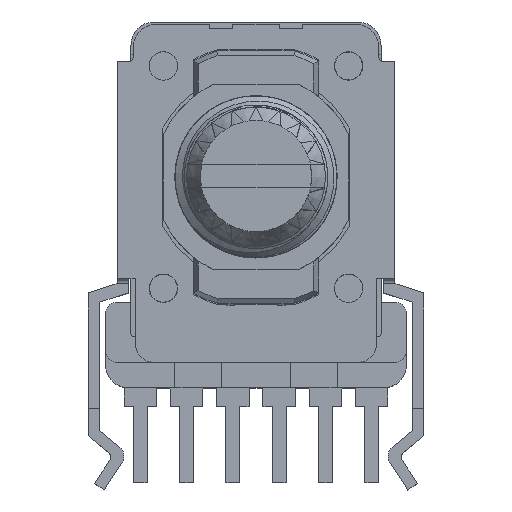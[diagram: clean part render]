
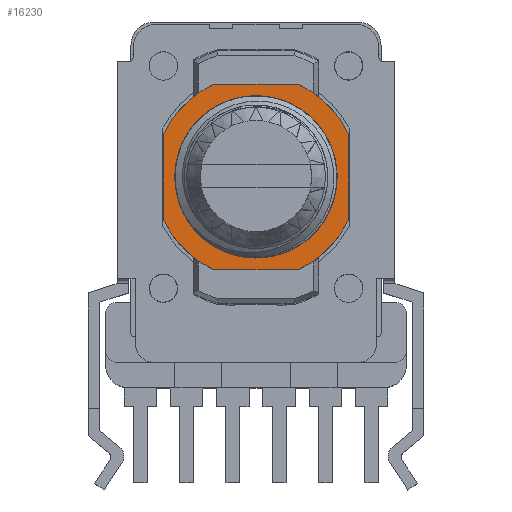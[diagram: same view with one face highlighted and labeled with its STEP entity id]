
A CAD part, top view. The second image highlights one B-rep face of the part: STEP entity #16230.
In plain terms, the highlighted planar face has unit normal (0, 0, 1).
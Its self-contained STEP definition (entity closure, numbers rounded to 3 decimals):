
#13280=CARTESIAN_POINT('',(0.,3.5,3.9));
#13281=VERTEX_POINT('',#13280);
#13494=CARTESIAN_POINT('',(0.,0.,3.9));
#13495=DIRECTION('',(0.0,0.0,1.0));
#13496=DIRECTION('',(1.0,0.0,0.0));
#13497=AXIS2_PLACEMENT_3D('',#13494,#13495,#13496);
#13498=CIRCLE('',#13497,3.5);
#13499=EDGE_CURVE('',#13281,#13281,#13498,.T.);
#16024=CARTESIAN_POINT('',(-4.,-1.833,3.9));
#16025=VERTEX_POINT('',#16024);
#16032=CARTESIAN_POINT('',(-4.,1.833,3.9));
#16033=VERTEX_POINT('',#16032);
#16034=CARTESIAN_POINT('',(-4.,1.833,3.9));
#16035=DIRECTION('',(0.0,-1.0,0.0));
#16036=VECTOR('',#16035,3.666);
#16037=LINE('',#16034,#16036);
#16038=EDGE_CURVE('',#16033,#16025,#16037,.T.);
#16055=CARTESIAN_POINT('',(1.833,-4.,3.9));
#16056=VERTEX_POINT('',#16055);
#16063=CARTESIAN_POINT('',(-1.833,-4.,3.9));
#16064=VERTEX_POINT('',#16063);
#16065=CARTESIAN_POINT('',(-1.833,-4.,3.9));
#16066=DIRECTION('',(1.0,0.0,0.0));
#16067=VECTOR('',#16066,3.666);
#16068=LINE('',#16065,#16067);
#16069=EDGE_CURVE('',#16064,#16056,#16068,.T.);
#16086=CARTESIAN_POINT('',(4.,1.833,3.9));
#16087=VERTEX_POINT('',#16086);
#16094=CARTESIAN_POINT('',(4.,-1.833,3.9));
#16095=VERTEX_POINT('',#16094);
#16096=CARTESIAN_POINT('',(4.,-1.833,3.9));
#16097=DIRECTION('',(0.0,1.0,0.0));
#16098=VECTOR('',#16097,3.666);
#16099=LINE('',#16096,#16098);
#16100=EDGE_CURVE('',#16095,#16087,#16099,.T.);
#16117=CARTESIAN_POINT('',(-1.833,4.,3.9));
#16118=VERTEX_POINT('',#16117);
#16125=CARTESIAN_POINT('',(1.833,4.,3.9));
#16126=VERTEX_POINT('',#16125);
#16127=CARTESIAN_POINT('',(1.833,4.,3.9));
#16128=DIRECTION('',(-1.0,0.0,0.0));
#16129=VECTOR('',#16128,3.666);
#16130=LINE('',#16127,#16129);
#16131=EDGE_CURVE('',#16126,#16118,#16130,.T.);
#16149=CARTESIAN_POINT('',(0.,0.,3.9));
#16150=DIRECTION('',(0.0,0.0,1.0));
#16151=DIRECTION('',(1.0,0.0,0.0));
#16152=AXIS2_PLACEMENT_3D('',#16149,#16150,#16151);
#16153=CIRCLE('',#16152,4.4);
#16154=EDGE_CURVE('',#16118,#16033,#16153,.T.);
#16175=CARTESIAN_POINT('',(0.,0.,3.9));
#16176=DIRECTION('',(0.0,0.0,1.0));
#16177=DIRECTION('',(1.0,0.0,0.0));
#16178=AXIS2_PLACEMENT_3D('',#16175,#16176,#16177);
#16179=CIRCLE('',#16178,4.4);
#16180=EDGE_CURVE('',#16087,#16126,#16179,.T.);
#16196=CARTESIAN_POINT('',(0.,0.,3.9));
#16197=DIRECTION('',(0.0,0.0,1.0));
#16198=DIRECTION('',(1.0,0.0,0.0));
#16199=AXIS2_PLACEMENT_3D('',#16196,#16197,#16198);
#16200=CIRCLE('',#16199,4.4);
#16201=EDGE_CURVE('',#16056,#16095,#16200,.T.);
#16206=CARTESIAN_POINT('',(0.,0.,3.9));
#16207=DIRECTION('',(0.0,0.0,1.0));
#16208=DIRECTION('',(1.0,0.0,0.0));
#16209=AXIS2_PLACEMENT_3D('',#16206,#16207,#16208);
#16210=PLANE('',#16209);
#16211=ORIENTED_EDGE('',*,*,#16180,.T.);
#16212=ORIENTED_EDGE('',*,*,#16131,.T.);
#16213=ORIENTED_EDGE('',*,*,#16154,.T.);
#16214=ORIENTED_EDGE('',*,*,#16038,.T.);
#16215=CARTESIAN_POINT('',(0.,0.,3.9));
#16216=DIRECTION('',(0.0,0.0,1.0));
#16217=DIRECTION('',(1.0,0.0,0.0));
#16218=AXIS2_PLACEMENT_3D('',#16215,#16216,#16217);
#16219=CIRCLE('',#16218,4.4);
#16220=EDGE_CURVE('',#16025,#16064,#16219,.T.);
#16221=ORIENTED_EDGE('',*,*,#16220,.T.);
#16222=ORIENTED_EDGE('',*,*,#16069,.T.);
#16223=ORIENTED_EDGE('',*,*,#16201,.T.);
#16224=ORIENTED_EDGE('',*,*,#16100,.T.);
#16225=EDGE_LOOP('',(#16211,#16212,#16213,#16214,#16221,#16222,#16223,#16224));
#16226=FACE_OUTER_BOUND('',#16225,.T.);
#16227=ORIENTED_EDGE('',*,*,#13499,.F.);
#16228=EDGE_LOOP('',(#16227));
#16229=FACE_BOUND('',#16228,.T.);
#16230=ADVANCED_FACE('',(#16226,#16229),#16210,.T.);
